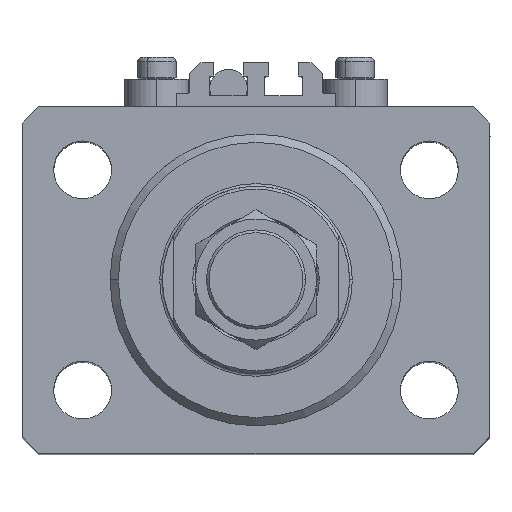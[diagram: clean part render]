
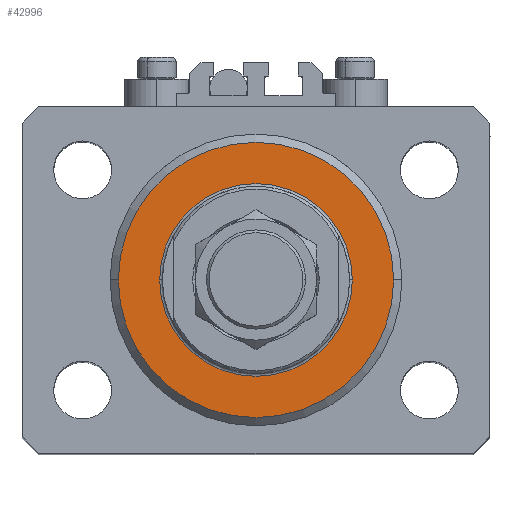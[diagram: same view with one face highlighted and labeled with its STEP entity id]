
A CAD part, top view. The second image highlights one B-rep face of the part: STEP entity #42996.
In plain terms, the highlighted face is planar.
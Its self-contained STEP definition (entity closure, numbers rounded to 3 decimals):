
#458 = CARTESIAN_POINT ( 'NONE',  ( 17.5, 0., 0. ) ) ;
#833 = EDGE_CURVE ( 'NONE', #40883, #18060, #5374, .T. ) ;
#1414 = ORIENTED_EDGE ( 'NONE', *, *, #833, .T. ) ;
#1823 = DIRECTION ( 'NONE',  ( 1., 0., 0. ) ) ;
#1872 = CARTESIAN_POINT ( 'NONE',  ( -25., 0., 0. ) ) ;
#3620 = VERTEX_POINT ( 'NONE', #6422 ) ;
#5077 = CARTESIAN_POINT ( 'NONE',  ( 0., 0., 0. ) ) ;
#5374 = CIRCLE ( 'NONE', #34329, 25. ) ;
#6248 = EDGE_CURVE ( 'NONE', #18060, #40883, #18473, .T. ) ;
#6310 = FACE_OUTER_BOUND ( 'NONE', #43476, .T. ) ;
#6422 = CARTESIAN_POINT ( 'NONE',  ( -17.5, 0., 0. ) ) ;
#9116 = DIRECTION ( 'NONE',  ( 0., 0., -1. ) ) ;
#9967 = DIRECTION ( 'NONE',  ( 1., 0., 0. ) ) ;
#11997 = CARTESIAN_POINT ( 'NONE',  ( 0., 0., 0. ) ) ;
#13255 = CARTESIAN_POINT ( 'NONE',  ( 0., 0., 0. ) ) ;
#14690 = EDGE_CURVE ( 'NONE', #3620, #25877, #29403, .T. ) ;
#15371 = CARTESIAN_POINT ( 'NONE',  ( 25., 0., 0. ) ) ;
#16801 = DIRECTION ( 'NONE',  ( 0., 0., 1. ) ) ;
#17570 = EDGE_CURVE ( 'NONE', #25877, #3620, #20633, .T. ) ;
#18060 = VERTEX_POINT ( 'NONE', #1872 ) ;
#18134 = CARTESIAN_POINT ( 'NONE',  ( 0., 0., 0. ) ) ;
#18473 = CIRCLE ( 'NONE', #43410, 25. ) ;
#20633 = CIRCLE ( 'NONE', #48793, 17.5 ) ;
#22646 = DIRECTION ( 'NONE',  ( 0., 0., 1. ) ) ;
#24935 = ORIENTED_EDGE ( 'NONE', *, *, #17570, .T. ) ;
#25877 = VERTEX_POINT ( 'NONE', #458 ) ;
#26150 = AXIS2_PLACEMENT_3D ( 'NONE', #13255, #16801, #9967 ) ;
#29403 = CIRCLE ( 'NONE', #26150, 17.5 ) ;
#32668 = EDGE_LOOP ( 'NONE', ( #24935, #38451 ) ) ;
#33249 = DIRECTION ( 'NONE',  ( 0., 0., -1. ) ) ;
#33626 = AXIS2_PLACEMENT_3D ( 'NONE', #18134, #22646, #37773 ) ;
#34329 = AXIS2_PLACEMENT_3D ( 'NONE', #5077, #33249, #40818 ) ;
#36810 = CARTESIAN_POINT ( 'NONE',  ( 0., 0., 0. ) ) ;
#37049 = PLANE ( 'NONE',  #33626 ) ;
#37773 = DIRECTION ( 'NONE',  ( 1., 0., 0. ) ) ;
#38451 = ORIENTED_EDGE ( 'NONE', *, *, #14690, .T. ) ;
#40818 = DIRECTION ( 'NONE',  ( 1., 0., 0. ) ) ;
#40832 = FACE_BOUND ( 'NONE', #32668, .T. ) ;
#40883 = VERTEX_POINT ( 'NONE', #15371 ) ;
#41987 = DIRECTION ( 'NONE',  ( 1., 0., 0. ) ) ;
#42996 = ADVANCED_FACE ( 'NONE', ( #40832, #6310 ), #37049, .F. ) ;
#43410 = AXIS2_PLACEMENT_3D ( 'NONE', #36810, #9116, #1823 ) ;
#43476 = EDGE_LOOP ( 'NONE', ( #1414, #45395 ) ) ;
#45395 = ORIENTED_EDGE ( 'NONE', *, *, #6248, .T. ) ;
#45745 = DIRECTION ( 'NONE',  ( 0., 0., 1. ) ) ;
#48793 = AXIS2_PLACEMENT_3D ( 'NONE', #11997, #45745, #41987 ) ;
